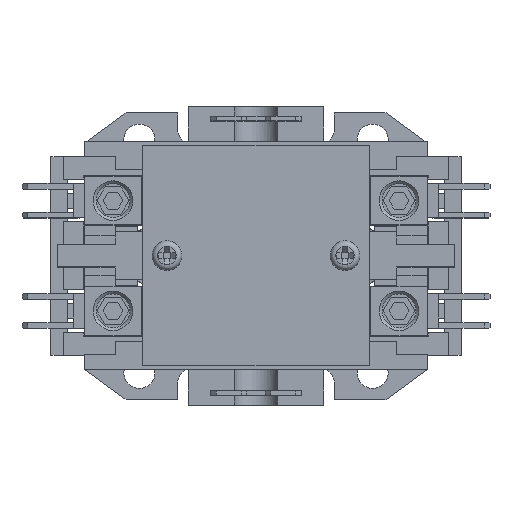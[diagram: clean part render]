
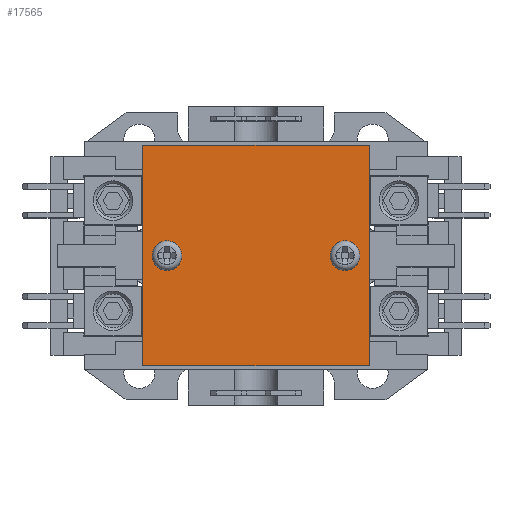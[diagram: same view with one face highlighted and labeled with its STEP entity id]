
A CAD part, top view. The second image highlights one B-rep face of the part: STEP entity #17565.
In plain terms, the highlighted planar face has unit normal (0, 0, 1).
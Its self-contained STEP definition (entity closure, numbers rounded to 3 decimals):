
#197=FACE_BOUND('',#1959,.T.);
#198=FACE_BOUND('',#1960,.T.);
#407=CIRCLE('',#18643,2.625);
#408=CIRCLE('',#18644,2.625);
#409=CIRCLE('',#18645,2.625);
#410=CIRCLE('',#18646,2.625);
#1044=FACE_OUTER_BOUND('',#1958,.T.);
#1958=EDGE_LOOP('',(#13709,#13710,#13711,#13712));
#1959=EDGE_LOOP('',(#13713,#13714));
#1960=EDGE_LOOP('',(#13715,#13716));
#3538=LINE('',#26455,#5686);
#3720=LINE('',#26803,#5868);
#3733=LINE('',#26830,#5881);
#3734=LINE('',#26832,#5882);
#5686=VECTOR('',#21540,10.);
#5868=VECTOR('',#21854,10.);
#5881=VECTOR('',#21891,10.);
#5882=VECTOR('',#21894,10.);
#7554=VERTEX_POINT('',#26452);
#7555=VERTEX_POINT('',#26454);
#7654=VERTEX_POINT('',#26800);
#7655=VERTEX_POINT('',#26802);
#7658=VERTEX_POINT('',#26833);
#7659=VERTEX_POINT('',#26834);
#7660=VERTEX_POINT('',#26837);
#7661=VERTEX_POINT('',#26838);
#9594=EDGE_CURVE('',#7554,#7555,#3538,.T.);
#9776=EDGE_CURVE('',#7654,#7655,#3720,.T.);
#9789=EDGE_CURVE('',#7555,#7654,#3733,.T.);
#9790=EDGE_CURVE('',#7655,#7554,#3734,.T.);
#9791=EDGE_CURVE('',#7658,#7659,#407,.T.);
#9792=EDGE_CURVE('',#7659,#7658,#408,.T.);
#9793=EDGE_CURVE('',#7660,#7661,#409,.T.);
#9794=EDGE_CURVE('',#7661,#7660,#410,.T.);
#13709=ORIENTED_EDGE('',*,*,#9776,.F.);
#13710=ORIENTED_EDGE('',*,*,#9789,.F.);
#13711=ORIENTED_EDGE('',*,*,#9594,.F.);
#13712=ORIENTED_EDGE('',*,*,#9790,.F.);
#13713=ORIENTED_EDGE('',*,*,#9791,.T.);
#13714=ORIENTED_EDGE('',*,*,#9792,.T.);
#13715=ORIENTED_EDGE('',*,*,#9793,.T.);
#13716=ORIENTED_EDGE('',*,*,#9794,.T.);
#15990=PLANE('',#18642);
#17565=ADVANCED_FACE('',(#1044,#197,#198),#15990,.T.);
#18642=AXIS2_PLACEMENT_3D('',#26831,#21892,#21893);
#18643=AXIS2_PLACEMENT_3D('',#26835,#21895,#21896);
#18644=AXIS2_PLACEMENT_3D('',#26836,#21897,#21898);
#18645=AXIS2_PLACEMENT_3D('',#26839,#21899,#21900);
#18646=AXIS2_PLACEMENT_3D('',#26840,#21901,#21902);
#21540=DIRECTION('',(0.,1.,0.));
#21854=DIRECTION('',(0.,-1.,0.));
#21891=DIRECTION('',(1.,0.,0.));
#21892=DIRECTION('center_axis',(0.,0.,1.));
#21893=DIRECTION('ref_axis',(1.,0.,0.));
#21894=DIRECTION('',(-1.,0.,0.));
#21895=DIRECTION('center_axis',(0.,0.,-1.));
#21896=DIRECTION('ref_axis',(1.,0.,0.));
#21897=DIRECTION('center_axis',(0.,0.,-1.));
#21898=DIRECTION('ref_axis',(1.,0.,0.));
#21899=DIRECTION('center_axis',(0.,0.,-1.));
#21900=DIRECTION('ref_axis',(1.,0.,0.));
#21901=DIRECTION('center_axis',(0.,0.,-1.));
#21902=DIRECTION('ref_axis',(1.,0.,0.));
#26452=CARTESIAN_POINT('',(-20.,-19.5,63.5));
#26454=CARTESIAN_POINT('',(-20.,19.5,63.5));
#26455=CARTESIAN_POINT('',(-20.,0.,63.5));
#26800=CARTESIAN_POINT('',(20.,19.5,63.5));
#26802=CARTESIAN_POINT('',(20.,-19.5,63.5));
#26803=CARTESIAN_POINT('',(20.,0.,63.5));
#26830=CARTESIAN_POINT('',(-20.,19.5,63.5));
#26831=CARTESIAN_POINT('Origin',(-20.,0.,63.5));
#26832=CARTESIAN_POINT('',(-20.,-19.5,63.5));
#26833=CARTESIAN_POINT('',(18.375,0.,63.5));
#26834=CARTESIAN_POINT('',(13.125,0.,63.5));
#26835=CARTESIAN_POINT('Origin',(15.75,0.,63.5));
#26836=CARTESIAN_POINT('Origin',(15.75,0.,63.5));
#26837=CARTESIAN_POINT('',(-13.125,0.,63.5));
#26838=CARTESIAN_POINT('',(-18.375,0.,63.5));
#26839=CARTESIAN_POINT('Origin',(-15.75,0.,63.5));
#26840=CARTESIAN_POINT('Origin',(-15.75,0.,63.5));
